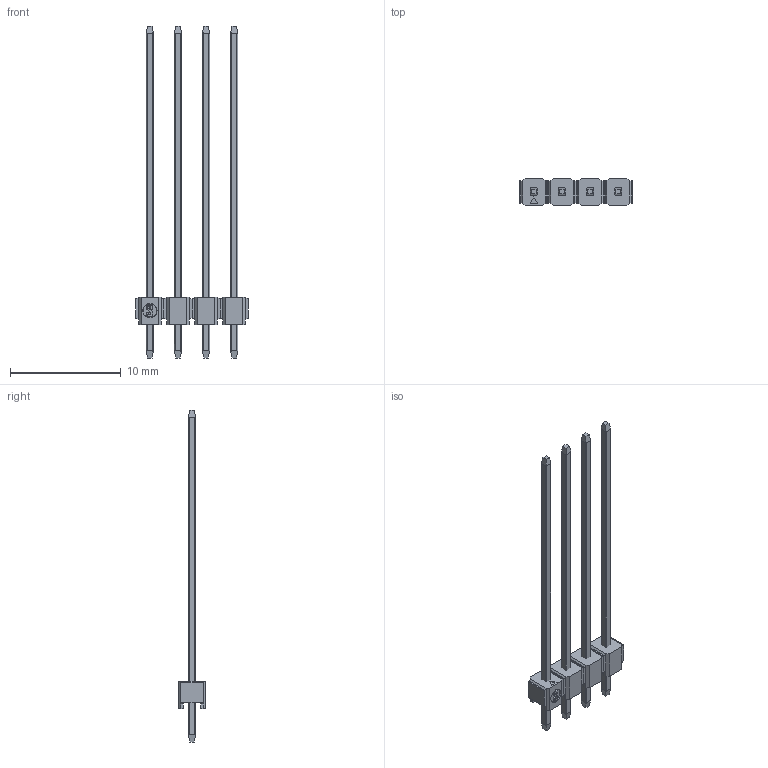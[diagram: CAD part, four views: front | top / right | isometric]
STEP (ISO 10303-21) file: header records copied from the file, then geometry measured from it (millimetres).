
FILE_DESCRIPTION (( 'STEP AP214' ), '1' );
FILE_NAME ('DS1021_black_1x04p_100mil_Type43_rev1.0.STEP', '2023-09-04T18:20:19', ( '' ), ( '' ), 'SwSTEP 2.0', 'SolidWorks 2023', '' );
FILE_SCHEMA (( 'AUTOMOTIVE_DESIGN' ));
Length unit declared in the file: millimetre
Products named in the file (1): DS1021_black_1x04p_100mil_Type43_rev1.0
Bounding box: 10.16 x 2.5 x 30 mm (x, y, z)
Volume: 97.4 mm3; surface area: 435.4 mm2
Topology: 8 solids, 8 shells, 222 faces, 577 edges, 374 vertices
Faces by surface type: plane 198, cylinder 16, bspline 6, cone 2
Entity records: 7877 total; most frequent: CARTESIAN_POINT 1778, ORIENTED_EDGE 1154, DIRECTION 927, EDGE_CURVE 577, VECTOR 485, LINE 485, VERTEX_POINT 374, EDGE_LOOP 225
